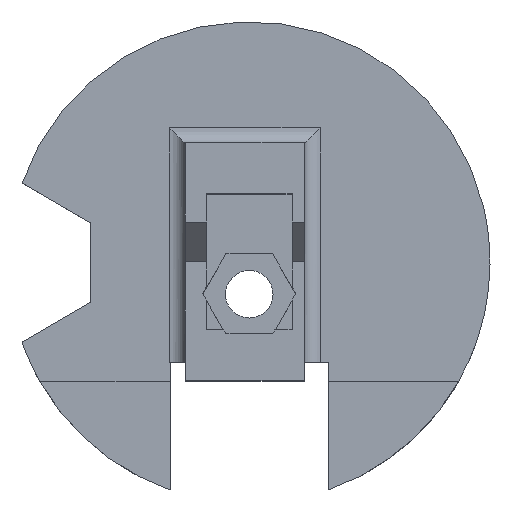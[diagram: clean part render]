
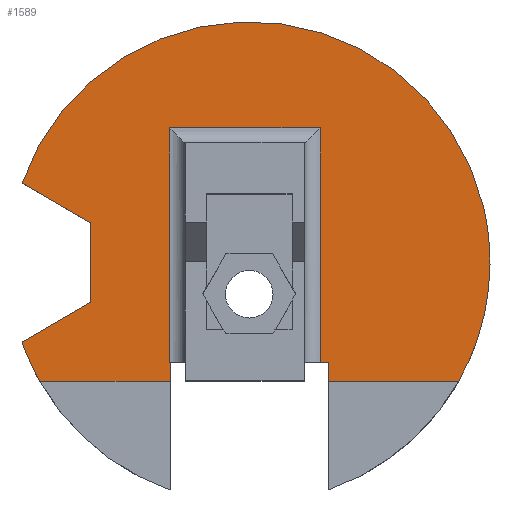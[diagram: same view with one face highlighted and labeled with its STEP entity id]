
A CAD part, top view. The second image highlights one B-rep face of the part: STEP entity #1589.
In plain terms, the highlighted planar face has unit normal (0, 0, 1).
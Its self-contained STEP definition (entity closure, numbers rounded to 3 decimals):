
#31=CARTESIAN_POINT('Axis2P3D Location',(0.,0.,0.)) ;
#166=CARTESIAN_POINT('Vertex',(18.751,4.589,0.)) ;
#169=CARTESIAN_POINT('Axis2P3D Location',(0.,0.,0.)) ;
#173=CARTESIAN_POINT('Vertex',(19.215,1.853,0.)) ;
#199=CARTESIAN_POINT('Vertex',(-18.225,6.365,0.)) ;
#202=CARTESIAN_POINT('Axis2P3D Location',(0.,0.,0.)) ;
#230=CARTESIAN_POINT('Vertex',(-12.7,3.175,0.)) ;
#233=CARTESIAN_POINT('Line Origine',(-15.462,4.77,0.)) ;
#261=CARTESIAN_POINT('Vertex',(-12.7,0.,0.)) ;
#264=CARTESIAN_POINT('Line Origine',(-12.7,1.588,0.)) ;
#287=CARTESIAN_POINT('Vertex',(-12.7,-3.175,0.)) ;
#290=CARTESIAN_POINT('Line Origine',(-12.7,-1.588,0.)) ;
#318=CARTESIAN_POINT('Vertex',(-18.225,-6.365,0.)) ;
#321=CARTESIAN_POINT('Line Origine',(-15.462,-4.77,0.)) ;
#345=CARTESIAN_POINT('Axis2P3D Location',(0.,0.,0.)) ;
#349=CARTESIAN_POINT('Vertex',(18.871,-4.066,0.)) ;
#369=CARTESIAN_POINT('Line Origine',(0.54,10.795,0.)) ;
#373=CARTESIAN_POINT('Vertex',(-6.384,10.795,0.)) ;
#375=CARTESIAN_POINT('Vertex',(5.681,10.795,0.)) ;
#456=CARTESIAN_POINT('Vertex',(5.681,-8.001,0.)) ;
#461=CARTESIAN_POINT('Line Origine',(5.681,0.,0.)) ;
#1510=CARTESIAN_POINT('Line Origine',(11.57,-9.525,0.)) ;
#1514=CARTESIAN_POINT('Vertex',(16.79,-9.525,0.)) ;
#1516=CARTESIAN_POINT('Vertex',(6.35,-9.525,0.)) ;
#1519=CARTESIAN_POINT('Axis2P3D Location',(0.,0.,0.)) ;
#1524=CARTESIAN_POINT('Axis2P3D Location',(0.,0.,0.)) ;
#1528=CARTESIAN_POINT('Vertex',(-16.79,-9.525,0.)) ;
#1531=CARTESIAN_POINT('Line Origine',(-11.57,-9.525,0.)) ;
#1535=CARTESIAN_POINT('Vertex',(-6.35,-9.525,0.)) ;
#1538=CARTESIAN_POINT('Line Origine',(-6.35,-8.763,0.)) ;
#1542=CARTESIAN_POINT('Vertex',(-6.35,-8.001,0.)) ;
#1545=CARTESIAN_POINT('Line Origine',(-6.367,-8.001,0.)) ;
#1549=CARTESIAN_POINT('Vertex',(-6.384,-8.001,0.)) ;
#1552=CARTESIAN_POINT('Line Origine',(-6.384,1.397,0.)) ;
#1557=CARTESIAN_POINT('Line Origine',(6.015,-8.001,0.)) ;
#1561=CARTESIAN_POINT('Vertex',(6.35,-8.001,0.)) ;
#1564=CARTESIAN_POINT('Line Origine',(6.35,-8.763,0.)) ;
#235=VECTOR('Line Direction',#234,1.) ;
#266=VECTOR('Line Direction',#265,1.) ;
#292=VECTOR('Line Direction',#291,1.) ;
#323=VECTOR('Line Direction',#322,1.) ;
#371=VECTOR('Line Direction',#370,1.) ;
#463=VECTOR('Line Direction',#462,1.) ;
#1512=VECTOR('Line Direction',#1511,1.) ;
#1533=VECTOR('Line Direction',#1532,1.) ;
#1540=VECTOR('Line Direction',#1539,1.) ;
#1547=VECTOR('Line Direction',#1546,1.) ;
#1554=VECTOR('Line Direction',#1553,1.) ;
#1559=VECTOR('Line Direction',#1558,1.) ;
#1566=VECTOR('Line Direction',#1565,1.) ;
#32=DIRECTION('Axis2P3D Direction',(0.,0.,1.)) ;
#33=DIRECTION('Axis2P3D XDirection',(1.,0.,0.)) ;
#170=DIRECTION('Axis2P3D Direction',(0.,0.,1.)) ;
#203=DIRECTION('Axis2P3D Direction',(0.,0.,1.)) ;
#234=DIRECTION('Vector Direction',(0.866,-0.5,0.)) ;
#265=DIRECTION('Vector Direction',(0.,-1.,0.)) ;
#291=DIRECTION('Vector Direction',(0.,1.,0.)) ;
#322=DIRECTION('Vector Direction',(0.866,0.5,0.)) ;
#346=DIRECTION('Axis2P3D Direction',(0.,0.,1.)) ;
#370=DIRECTION('Vector Direction',(1.,0.,0.)) ;
#462=DIRECTION('Vector Direction',(0.,-1.,0.)) ;
#1511=DIRECTION('Vector Direction',(-1.,0.,0.)) ;
#1520=DIRECTION('Axis2P3D Direction',(0.,0.,1.)) ;
#1525=DIRECTION('Axis2P3D Direction',(0.,0.,1.)) ;
#1532=DIRECTION('Vector Direction',(-1.,0.,0.)) ;
#1539=DIRECTION('Vector Direction',(0.,-1.,0.)) ;
#1546=DIRECTION('Vector Direction',(-1.,0.,0.)) ;
#1553=DIRECTION('Vector Direction',(0.,1.,0.)) ;
#1558=DIRECTION('Vector Direction',(1.,0.,0.)) ;
#1565=DIRECTION('Vector Direction',(0.,1.,0.)) ;
#34=AXIS2_PLACEMENT_3D('Plane Axis2P3D',#31,#32,#33) ;
#171=AXIS2_PLACEMENT_3D('Circle Axis2P3D',#169,#170,$) ;
#204=AXIS2_PLACEMENT_3D('Circle Axis2P3D',#202,#203,$) ;
#347=AXIS2_PLACEMENT_3D('Circle Axis2P3D',#345,#346,$) ;
#1521=AXIS2_PLACEMENT_3D('Circle Axis2P3D',#1519,#1520,$) ;
#1526=AXIS2_PLACEMENT_3D('Circle Axis2P3D',#1524,#1525,$) ;
#236=LINE('Line',#233,#235) ;
#267=LINE('Line',#264,#266) ;
#293=LINE('Line',#290,#292) ;
#324=LINE('Line',#321,#323) ;
#372=LINE('Line',#369,#371) ;
#464=LINE('Line',#461,#463) ;
#1513=LINE('Line',#1510,#1512) ;
#1534=LINE('Line',#1531,#1533) ;
#1541=LINE('Line',#1538,#1540) ;
#1548=LINE('Line',#1545,#1547) ;
#1555=LINE('Line',#1552,#1554) ;
#1560=LINE('Line',#1557,#1559) ;
#1567=LINE('Line',#1564,#1566) ;
#172=CIRCLE('generated circle',#171,19.304) ;
#205=CIRCLE('generated circle',#204,19.304) ;
#348=CIRCLE('generated circle',#347,19.304) ;
#1522=CIRCLE('generated circle',#1521,19.304) ;
#1527=CIRCLE('generated circle',#1526,19.304) ;
#35=PLANE('',#34) ;
#175=EDGE_CURVE('',#174,#167,#172,.T.) ;
#206=EDGE_CURVE('',#167,#200,#205,.T.) ;
#237=EDGE_CURVE('',#200,#231,#236,.T.) ;
#268=EDGE_CURVE('',#231,#262,#267,.T.) ;
#294=EDGE_CURVE('',#262,#288,#293,.F.) ;
#325=EDGE_CURVE('',#288,#319,#324,.F.) ;
#351=EDGE_CURVE('',#350,#174,#348,.T.) ;
#377=EDGE_CURVE('',#374,#376,#372,.T.) ;
#465=EDGE_CURVE('',#376,#457,#464,.T.) ;
#1518=EDGE_CURVE('',#1515,#1517,#1513,.T.) ;
#1523=EDGE_CURVE('',#1515,#350,#1522,.T.) ;
#1530=EDGE_CURVE('',#319,#1529,#1527,.T.) ;
#1537=EDGE_CURVE('',#1536,#1529,#1534,.T.) ;
#1544=EDGE_CURVE('',#1543,#1536,#1541,.T.) ;
#1551=EDGE_CURVE('',#1543,#1550,#1548,.T.) ;
#1556=EDGE_CURVE('',#1550,#374,#1555,.T.) ;
#1563=EDGE_CURVE('',#1562,#457,#1560,.F.) ;
#1568=EDGE_CURVE('',#1517,#1562,#1567,.T.) ;
#1570=ORIENTED_EDGE('',*,*,#1518,.F.) ;
#1571=ORIENTED_EDGE('',*,*,#1523,.T.) ;
#1572=ORIENTED_EDGE('',*,*,#351,.T.) ;
#1573=ORIENTED_EDGE('',*,*,#175,.T.) ;
#1574=ORIENTED_EDGE('',*,*,#206,.T.) ;
#1575=ORIENTED_EDGE('',*,*,#237,.T.) ;
#1576=ORIENTED_EDGE('',*,*,#268,.T.) ;
#1577=ORIENTED_EDGE('',*,*,#294,.T.) ;
#1578=ORIENTED_EDGE('',*,*,#325,.T.) ;
#1579=ORIENTED_EDGE('',*,*,#1530,.T.) ;
#1580=ORIENTED_EDGE('',*,*,#1537,.F.) ;
#1581=ORIENTED_EDGE('',*,*,#1544,.F.) ;
#1582=ORIENTED_EDGE('',*,*,#1551,.T.) ;
#1583=ORIENTED_EDGE('',*,*,#1556,.T.) ;
#1584=ORIENTED_EDGE('',*,*,#377,.T.) ;
#1585=ORIENTED_EDGE('',*,*,#465,.T.) ;
#1586=ORIENTED_EDGE('',*,*,#1563,.F.) ;
#1587=ORIENTED_EDGE('',*,*,#1568,.F.) ;
#1569=EDGE_LOOP('',(#1570,#1571,#1572,#1573,#1574,#1575,#1576,#1577,#1578,#1579,#1580,#1581,#1582,#1583,#1584,#1585,#1586,#1587)) ;
#167=VERTEX_POINT('',#166) ;
#174=VERTEX_POINT('',#173) ;
#200=VERTEX_POINT('',#199) ;
#231=VERTEX_POINT('',#230) ;
#262=VERTEX_POINT('',#261) ;
#288=VERTEX_POINT('',#287) ;
#319=VERTEX_POINT('',#318) ;
#350=VERTEX_POINT('',#349) ;
#374=VERTEX_POINT('',#373) ;
#376=VERTEX_POINT('',#375) ;
#457=VERTEX_POINT('',#456) ;
#1515=VERTEX_POINT('',#1514) ;
#1517=VERTEX_POINT('',#1516) ;
#1529=VERTEX_POINT('',#1528) ;
#1536=VERTEX_POINT('',#1535) ;
#1543=VERTEX_POINT('',#1542) ;
#1550=VERTEX_POINT('',#1549) ;
#1562=VERTEX_POINT('',#1561) ;
#1589=ADVANCED_FACE('PartBody',(#1588),#35,.T.) ;
#1588=FACE_OUTER_BOUND('',#1569,.T.) ;
